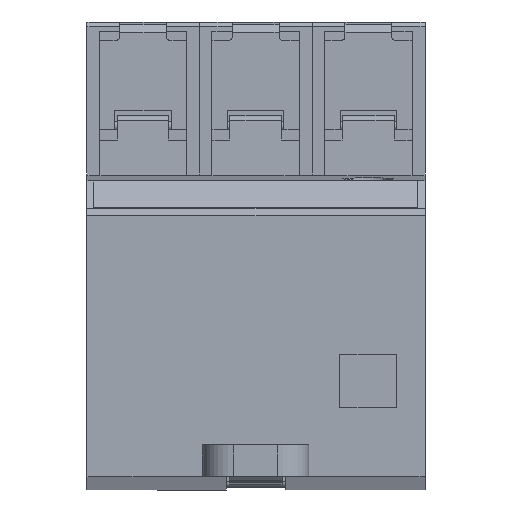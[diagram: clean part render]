
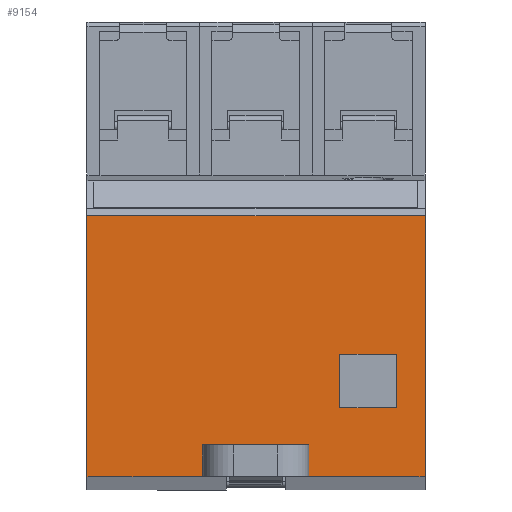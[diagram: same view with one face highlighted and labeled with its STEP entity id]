
A CAD part, front view. The second image highlights one B-rep face of the part: STEP entity #9154.
In plain terms, the highlighted planar face has unit normal (0, -1, 0).
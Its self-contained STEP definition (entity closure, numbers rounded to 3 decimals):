
#9083=AXIS2_PLACEMENT_3D('Plane Axis2P3D',#9080,#9081,#9082) ;
#2266=CARTESIAN_POINT('Line Origine',(0.,6.001,22.954)) ;
#2270=CARTESIAN_POINT('Vertex',(0.,6.001,43.788)) ;
#2272=CARTESIAN_POINT('Vertex',(0.,6.001,2.12)) ;
#2552=CARTESIAN_POINT('Line Origine',(54.,6.001,22.954)) ;
#2556=CARTESIAN_POINT('Vertex',(54.,6.001,2.12)) ;
#2558=CARTESIAN_POINT('Vertex',(54.,6.001,43.788)) ;
#4131=CARTESIAN_POINT('Line Origine',(27.,6.001,43.788)) ;
#4820=CARTESIAN_POINT('Vertex',(33.901,6.001,7.202)) ;
#4823=CARTESIAN_POINT('Line Origine',(27.,6.001,7.202)) ;
#4827=CARTESIAN_POINT('Vertex',(20.099,6.001,7.202)) ;
#5005=CARTESIAN_POINT('Line Origine',(43.951,6.001,2.12)) ;
#5009=CARTESIAN_POINT('Vertex',(33.901,6.001,2.12)) ;
#5012=CARTESIAN_POINT('Line Origine',(32.817,6.001,2.12)) ;
#5016=CARTESIAN_POINT('Vertex',(31.732,6.001,2.12)) ;
#6297=CARTESIAN_POINT('Vertex',(22.268,6.001,4.287)) ;
#6300=CARTESIAN_POINT('Line Origine',(22.268,6.001,3.204)) ;
#6304=CARTESIAN_POINT('Vertex',(22.268,6.001,2.12)) ;
#6331=CARTESIAN_POINT('Line Origine',(21.183,6.001,4.287)) ;
#6335=CARTESIAN_POINT('Vertex',(20.099,6.001,4.287)) ;
#6363=CARTESIAN_POINT('Line Origine',(20.099,6.001,5.744)) ;
#6446=CARTESIAN_POINT('Vertex',(33.901,6.001,4.287)) ;
#6449=CARTESIAN_POINT('Line Origine',(33.901,6.001,5.744)) ;
#6482=CARTESIAN_POINT('Vertex',(31.732,6.001,4.287)) ;
#6485=CARTESIAN_POINT('Line Origine',(32.817,6.001,4.287)) ;
#6504=CARTESIAN_POINT('Control Point',(31.732,6.001,2.12)) ;
#6505=CARTESIAN_POINT('Control Point',(31.732,6.001,2.662)) ;
#6506=CARTESIAN_POINT('Control Point',(31.732,6.001,3.204)) ;
#6507=CARTESIAN_POINT('Control Point',(31.732,6.001,3.745)) ;
#6508=CARTESIAN_POINT('Control Point',(31.732,6.001,4.287)) ;
#6576=CARTESIAN_POINT('Vertex',(40.4,6.001,21.716)) ;
#6581=CARTESIAN_POINT('Line Origine',(40.4,6.001,17.416)) ;
#6585=CARTESIAN_POINT('Vertex',(40.4,6.001,13.116)) ;
#6617=CARTESIAN_POINT('Vertex',(49.4,6.001,21.716)) ;
#6622=CARTESIAN_POINT('Line Origine',(44.9,6.001,21.716)) ;
#6649=CARTESIAN_POINT('Vertex',(49.4,6.001,13.116)) ;
#6654=CARTESIAN_POINT('Line Origine',(49.4,6.001,17.416)) ;
#6677=CARTESIAN_POINT('Line Origine',(44.9,6.001,13.116)) ;
#9080=CARTESIAN_POINT('Axis2P3D Location',(29.01,6.001,7.202)) ;
#9085=CARTESIAN_POINT('Line Origine',(0.534,6.001,2.12)) ;
#9089=CARTESIAN_POINT('Vertex',(1.067,6.001,2.12)) ;
#9092=CARTESIAN_POINT('Line Origine',(7.677,6.001,2.12)) ;
#9096=CARTESIAN_POINT('Vertex',(14.286,6.001,2.12)) ;
#9099=CARTESIAN_POINT('Line Origine',(15.736,6.001,2.12)) ;
#9103=CARTESIAN_POINT('Vertex',(17.185,6.001,2.12)) ;
#9106=CARTESIAN_POINT('Line Origine',(18.595,6.001,2.12)) ;
#9110=CARTESIAN_POINT('Vertex',(20.004,6.001,2.12)) ;
#9114=CARTESIAN_POINT('Control Point',(20.003,6.001,2.12)) ;
#9115=CARTESIAN_POINT('Control Point',(20.004,6.001,2.12)) ;
#9116=CARTESIAN_POINT('Control Point',(20.005,6.001,2.12)) ;
#9117=CARTESIAN_POINT('Control Point',(20.005,6.001,2.12)) ;
#9118=CARTESIAN_POINT('Control Point',(20.006,6.001,2.12)) ;
#9119=CARTESIAN_POINT('Control Point',(20.006,6.001,2.12)) ;
#9120=CARTESIAN_POINT('Vertex',(20.006,6.001,2.12)) ;
#9123=CARTESIAN_POINT('Line Origine',(21.137,6.001,2.12)) ;
#2267=DIRECTION('Vector Direction',(0.,0.,-1.)) ;
#2553=DIRECTION('Vector Direction',(0.,0.,1.)) ;
#4132=DIRECTION('Vector Direction',(-1.,0.,0.)) ;
#4824=DIRECTION('Vector Direction',(-1.,0.,0.)) ;
#5006=DIRECTION('Vector Direction',(1.,0.,0.)) ;
#5013=DIRECTION('Vector Direction',(1.,0.,0.)) ;
#6301=DIRECTION('Vector Direction',(0.,0.,1.)) ;
#6332=DIRECTION('Vector Direction',(-1.,0.,0.)) ;
#6364=DIRECTION('Vector Direction',(0.,0.,1.)) ;
#6450=DIRECTION('Vector Direction',(0.,0.,-1.)) ;
#6486=DIRECTION('Vector Direction',(1.,0.,0.)) ;
#6582=DIRECTION('Vector Direction',(0.,0.,-1.)) ;
#6623=DIRECTION('Vector Direction',(-1.,0.,0.)) ;
#6655=DIRECTION('Vector Direction',(0.,0.,1.)) ;
#6678=DIRECTION('Vector Direction',(1.,0.,0.)) ;
#9081=DIRECTION('Axis2P3D Direction',(0.,-1.,0.)) ;
#9082=DIRECTION('Axis2P3D XDirection',(1.,0.,0.)) ;
#9086=DIRECTION('Vector Direction',(1.,0.,0.)) ;
#9093=DIRECTION('Vector Direction',(-1.,0.,0.)) ;
#9100=DIRECTION('Vector Direction',(-1.,0.,0.)) ;
#9107=DIRECTION('Vector Direction',(1.,0.,0.)) ;
#9124=DIRECTION('Vector Direction',(-1.,0.,0.)) ;
#2268=VECTOR('Line Direction',#2267,1.) ;
#2554=VECTOR('Line Direction',#2553,1.) ;
#4133=VECTOR('Line Direction',#4132,1.) ;
#4825=VECTOR('Line Direction',#4824,1.) ;
#5007=VECTOR('Line Direction',#5006,1.) ;
#5014=VECTOR('Line Direction',#5013,1.) ;
#6302=VECTOR('Line Direction',#6301,1.) ;
#6333=VECTOR('Line Direction',#6332,1.) ;
#6365=VECTOR('Line Direction',#6364,1.) ;
#6451=VECTOR('Line Direction',#6450,1.) ;
#6487=VECTOR('Line Direction',#6486,1.) ;
#6583=VECTOR('Line Direction',#6582,1.) ;
#6624=VECTOR('Line Direction',#6623,1.) ;
#6656=VECTOR('Line Direction',#6655,1.) ;
#6679=VECTOR('Line Direction',#6678,1.) ;
#9087=VECTOR('Line Direction',#9086,1.) ;
#9094=VECTOR('Line Direction',#9093,1.) ;
#9101=VECTOR('Line Direction',#9100,1.) ;
#9108=VECTOR('Line Direction',#9107,1.) ;
#9125=VECTOR('Line Direction',#9124,1.) ;
#9129=ORIENTED_EDGE('',*,*,#4135,.T.) ;
#9130=ORIENTED_EDGE('',*,*,#2274,.T.) ;
#9131=ORIENTED_EDGE('',*,*,#9091,.T.) ;
#9132=ORIENTED_EDGE('',*,*,#9098,.T.) ;
#9133=ORIENTED_EDGE('',*,*,#9105,.T.) ;
#9134=ORIENTED_EDGE('',*,*,#9112,.F.) ;
#9135=ORIENTED_EDGE('',*,*,#9122,.F.) ;
#9136=ORIENTED_EDGE('',*,*,#9127,.F.) ;
#9137=ORIENTED_EDGE('',*,*,#6306,.F.) ;
#9138=ORIENTED_EDGE('',*,*,#6337,.F.) ;
#9139=ORIENTED_EDGE('',*,*,#6367,.F.) ;
#9140=ORIENTED_EDGE('',*,*,#4829,.F.) ;
#9141=ORIENTED_EDGE('',*,*,#6453,.T.) ;
#9142=ORIENTED_EDGE('',*,*,#6489,.F.) ;
#9143=ORIENTED_EDGE('',*,*,#6509,.F.) ;
#9144=ORIENTED_EDGE('',*,*,#5018,.T.) ;
#9145=ORIENTED_EDGE('',*,*,#5011,.F.) ;
#9146=ORIENTED_EDGE('',*,*,#2560,.T.) ;
#9149=ORIENTED_EDGE('',*,*,#6626,.F.) ;
#9150=ORIENTED_EDGE('',*,*,#6658,.F.) ;
#9151=ORIENTED_EDGE('',*,*,#6681,.F.) ;
#9152=ORIENTED_EDGE('',*,*,#6587,.F.) ;
#9153=FACE_BOUND('',#9148,.T.) ;
#9154=ADVANCED_FACE('SOCKEL',(#9147,#9153),#9084,.T.) ;
#6503=B_SPLINE_CURVE_WITH_KNOTS('',4,(#6504,#6505,#6506,#6507,#6508),.UNSPECIFIED.,.F.,.U.,(5,5),(0.,2.167),.UNSPECIFIED.) ;
#9113=B_SPLINE_CURVE_WITH_KNOTS('',5,(#9114,#9115,#9116,#9117,#9118,#9119),.UNSPECIFIED.,.F.,.U.,(6,6),(0.,0.004),.UNSPECIFIED.) ;
#2274=EDGE_CURVE('',#2271,#2273,#2269,.T.) ;
#2560=EDGE_CURVE('',#2557,#2559,#2555,.T.) ;
#4135=EDGE_CURVE('',#2559,#2271,#4134,.T.) ;
#4829=EDGE_CURVE('',#4821,#4828,#4826,.T.) ;
#5011=EDGE_CURVE('',#2557,#5010,#5008,.F.) ;
#5018=EDGE_CURVE('',#5017,#5010,#5015,.T.) ;
#6306=EDGE_CURVE('',#6298,#6305,#6303,.F.) ;
#6337=EDGE_CURVE('',#6336,#6298,#6334,.F.) ;
#6367=EDGE_CURVE('',#4828,#6336,#6366,.F.) ;
#6453=EDGE_CURVE('',#4821,#6447,#6452,.T.) ;
#6489=EDGE_CURVE('',#6483,#6447,#6488,.T.) ;
#6509=EDGE_CURVE('',#5017,#6483,#6503,.T.) ;
#6587=EDGE_CURVE('',#6577,#6586,#6584,.T.) ;
#6626=EDGE_CURVE('',#6618,#6577,#6625,.T.) ;
#6658=EDGE_CURVE('',#6650,#6618,#6657,.T.) ;
#6681=EDGE_CURVE('',#6586,#6650,#6680,.T.) ;
#9091=EDGE_CURVE('',#2273,#9090,#9088,.T.) ;
#9098=EDGE_CURVE('',#9090,#9097,#9095,.F.) ;
#9105=EDGE_CURVE('',#9097,#9104,#9102,.F.) ;
#9112=EDGE_CURVE('',#9111,#9104,#9109,.F.) ;
#9122=EDGE_CURVE('',#9121,#9111,#9113,.F.) ;
#9127=EDGE_CURVE('',#6305,#9121,#9126,.T.) ;
#9128=EDGE_LOOP('',(#9129,#9130,#9131,#9132,#9133,#9134,#9135,#9136,#9137,#9138,#9139,#9140,#9141,#9142,#9143,#9144,#9145,#9146)) ;
#9148=EDGE_LOOP('',(#9149,#9150,#9151,#9152)) ;
#9147=FACE_OUTER_BOUND('',#9128,.T.) ;
#2269=LINE('Line',#2266,#2268) ;
#2555=LINE('Line',#2552,#2554) ;
#4134=LINE('Line',#4131,#4133) ;
#4826=LINE('Line',#4823,#4825) ;
#5008=LINE('Line',#5005,#5007) ;
#5015=LINE('Line',#5012,#5014) ;
#6303=LINE('Line',#6300,#6302) ;
#6334=LINE('Line',#6331,#6333) ;
#6366=LINE('Line',#6363,#6365) ;
#6452=LINE('Line',#6449,#6451) ;
#6488=LINE('Line',#6485,#6487) ;
#6584=LINE('Line',#6581,#6583) ;
#6625=LINE('Line',#6622,#6624) ;
#6657=LINE('Line',#6654,#6656) ;
#6680=LINE('Line',#6677,#6679) ;
#9088=LINE('Line',#9085,#9087) ;
#9095=LINE('Line',#9092,#9094) ;
#9102=LINE('Line',#9099,#9101) ;
#9109=LINE('Line',#9106,#9108) ;
#9126=LINE('Line',#9123,#9125) ;
#9084=PLANE('',#9083) ;
#2271=VERTEX_POINT('',#2270) ;
#2273=VERTEX_POINT('',#2272) ;
#2557=VERTEX_POINT('',#2556) ;
#2559=VERTEX_POINT('',#2558) ;
#4821=VERTEX_POINT('',#4820) ;
#4828=VERTEX_POINT('',#4827) ;
#5010=VERTEX_POINT('',#5009) ;
#5017=VERTEX_POINT('',#5016) ;
#6298=VERTEX_POINT('',#6297) ;
#6305=VERTEX_POINT('',#6304) ;
#6336=VERTEX_POINT('',#6335) ;
#6447=VERTEX_POINT('',#6446) ;
#6483=VERTEX_POINT('',#6482) ;
#6577=VERTEX_POINT('',#6576) ;
#6586=VERTEX_POINT('',#6585) ;
#6618=VERTEX_POINT('',#6617) ;
#6650=VERTEX_POINT('',#6649) ;
#9090=VERTEX_POINT('',#9089) ;
#9097=VERTEX_POINT('',#9096) ;
#9104=VERTEX_POINT('',#9103) ;
#9111=VERTEX_POINT('',#9110) ;
#9121=VERTEX_POINT('',#9120) ;
